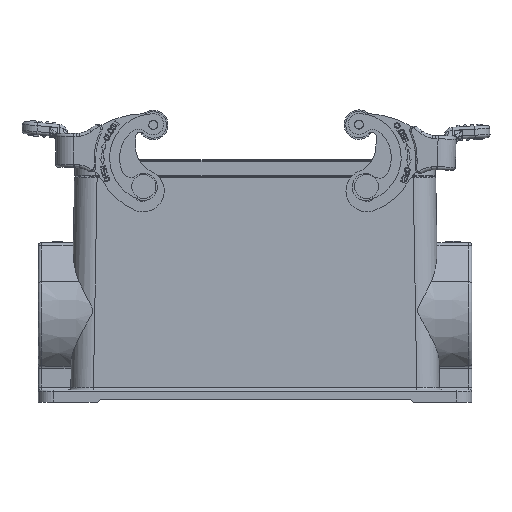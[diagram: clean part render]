
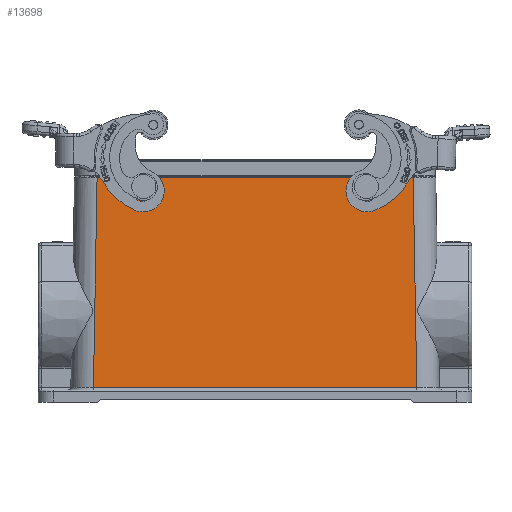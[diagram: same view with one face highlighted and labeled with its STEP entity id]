
A CAD part, front view. The second image highlights one B-rep face of the part: STEP entity #13698.
In plain terms, the highlighted planar face has unit normal (0, -1, 0.018).
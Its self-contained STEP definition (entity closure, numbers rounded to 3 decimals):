
#1068=B_SPLINE_CURVE_WITH_KNOTS('',3,(#47279,#47280,#47281,#47282),
 .UNSPECIFIED.,.F.,.F.,(4,4),(0.,1.),.UNSPECIFIED.);
#1069=B_SPLINE_CURVE_WITH_KNOTS('',3,(#47284,#47285,#47286,#47287),
 .UNSPECIFIED.,.F.,.F.,(4,4),(0.,1.),.UNSPECIFIED.);
#2020=ELLIPSE('',#35131,1.5,1.5);
#2021=ELLIPSE('',#35132,1.5,1.5);
#2474=LINE('',#46863,#4586);
#2490=LINE('',#47272,#4602);
#4586=VECTOR('',#38266,1.);
#4602=VECTOR('',#38360,1.);
#12810=PLANE('',#35133);
#13698=ADVANCED_FACE('',(#15813,#15814,#15815),#12810,.T.);
#15813=FACE_BOUND('',#16376,.T.);
#15814=FACE_BOUND('',#16377,.T.);
#15815=FACE_BOUND('',#16378,.T.);
#16376=EDGE_LOOP('',(#19021));
#16377=EDGE_LOOP('',(#19022));
#16378=EDGE_LOOP('',(#19023,#19024,#19025,#19026));
#19021=ORIENTED_EDGE('',*,*,#29935,.F.);
#19022=ORIENTED_EDGE('',*,*,#29936,.F.);
#19023=ORIENTED_EDGE('',*,*,#29874,.T.);
#19024=ORIENTED_EDGE('',*,*,#29933,.T.);
#19025=ORIENTED_EDGE('',*,*,#29937,.T.);
#19026=ORIENTED_EDGE('',*,*,#29938,.F.);
#26782=VERTEX_POINT('',#45840);
#26953=VERTEX_POINT('',#46862);
#26954=VERTEX_POINT('',#46864);
#26982=VERTEX_POINT('',#47276);
#26983=VERTEX_POINT('',#47278);
#26984=VERTEX_POINT('',#47283);
#29874=EDGE_CURVE('',#26954,#26953,#2474,.T.);
#29933=EDGE_CURVE('',#26953,#26782,#2490,.T.);
#29935=EDGE_CURVE('',#26982,#26982,#2020,.T.);
#29936=EDGE_CURVE('',#26983,#26983,#2021,.T.);
#29937=EDGE_CURVE('',#26782,#26984,#1068,.T.);
#29938=EDGE_CURVE('',#26954,#26984,#1069,.T.);
#35131=AXIS2_PLACEMENT_3D('',#47275,#38364,#38365);
#35132=AXIS2_PLACEMENT_3D('',#47277,#38366,#38367);
#35133=AXIS2_PLACEMENT_3D('',#47288,#38368,#38369);
#38266=DIRECTION('',(-0.017,-0.017,-1.));
#38360=DIRECTION('',(1.,0.,0.));
#38364=DIRECTION('',(0.,-1.,0.017));
#38365=DIRECTION('',(0.,-0.017,-1.));
#38366=DIRECTION('',(0.,-1.,0.017));
#38367=DIRECTION('',(0.,-0.017,-1.));
#38368=DIRECTION('',(0.,-1.,0.017));
#38369=DIRECTION('',(1.,0.,0.));
#45840=CARTESIAN_POINT('',(53.726,-22.722,-33.517));
#46862=CARTESIAN_POINT('',(-53.721,-22.722,-33.517));
#46863=CARTESIAN_POINT('',(-52.507,-21.509,36.009));
#46864=CARTESIAN_POINT('',(-52.507,-21.509,36.009));
#47272=CARTESIAN_POINT('',(-53.721,-22.722,-33.517));
#47275=CARTESIAN_POINT('',(37.002,-21.561,33.));
#47276=CARTESIAN_POINT('',(37.002,-21.587,31.5));
#47277=CARTESIAN_POINT('',(-36.998,-21.561,33.));
#47278=CARTESIAN_POINT('',(-36.998,-21.587,31.5));
#47279=CARTESIAN_POINT('',(53.726,-22.722,-33.517));
#47280=CARTESIAN_POINT('',(53.321,-22.318,-10.342));
#47281=CARTESIAN_POINT('',(52.917,-21.913,12.833));
#47282=CARTESIAN_POINT('',(52.512,-21.509,36.009));
#47283=CARTESIAN_POINT('',(52.512,-21.509,36.009));
#47284=CARTESIAN_POINT('',(-52.507,-21.509,36.009));
#47285=CARTESIAN_POINT('',(-17.501,-21.509,36.009));
#47286=CARTESIAN_POINT('',(17.506,-21.509,36.009));
#47287=CARTESIAN_POINT('',(52.512,-21.509,36.009));
#47288=CARTESIAN_POINT('',(-63.059,-21.5,36.5));
